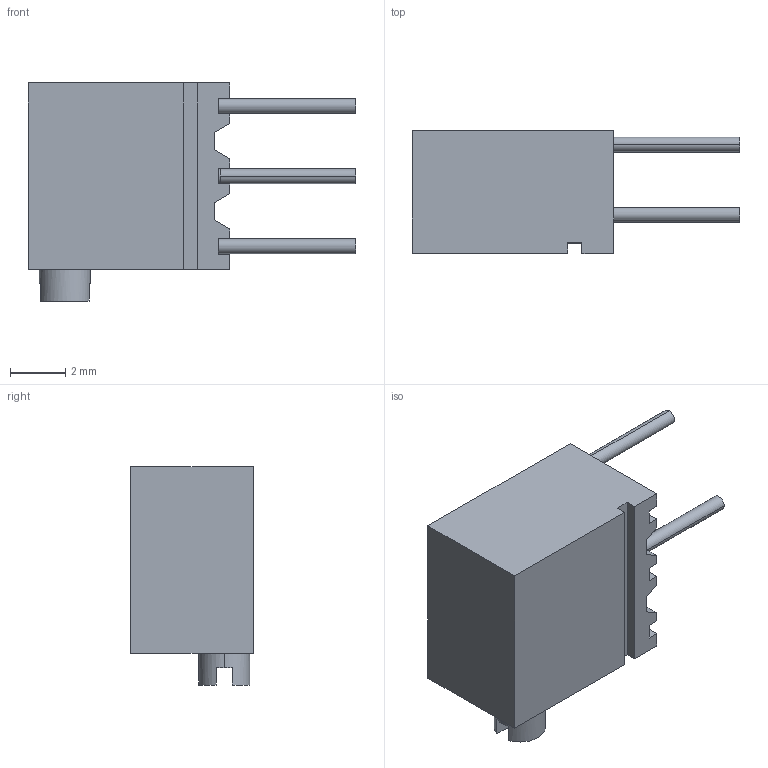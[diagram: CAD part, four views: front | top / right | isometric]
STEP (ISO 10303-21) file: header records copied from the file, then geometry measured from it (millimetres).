
FILE_DESCRIPTION((''),'2;1');
FILE_NAME('64X_ASM','2014-09-12T',('bmozley'),(''),'PRO/ENGINEER BY PARAMETRIC TECHNOLOGY CORPORATION, 2014000','PRO/ENGINEER BY PARAMETRIC TECHNOLOGY CORPORATION, 2014000','');
FILE_SCHEMA(('CONFIG_CONTROL_DESIGN'));
Length unit declared in the file: inch
Products named in the file (17): 64-212-2C; 64-221A_AF0; 64-210A; 64-211A_ASM; 64-219B; 64-200B_AF0; TERM_1557-4_AF0; RESIST_1558-6; 64-201B_AF0_ASM; 34-258-10_AF4; 34-258-10_AF3; 34-258-10_AF6; 64-202-X_AF0_ASM; 64WX_PINS; 64-203-1_ASM; 64_EPOXY; 64X_ASM
Assembly tree (16 placements, depth 5):
  64X_ASM
    64-212-2C
    64-211A_ASM
      64-221A_AF0
      64-210A
    64-219B
    64-203-1_ASM
      64-202-X_AF0_ASM
        64-201B_AF0_ASM
          64-200B_AF0
          TERM_1557-4_AF0
          RESIST_1558-6
        34-258-10_AF4
        34-258-10_AF3
        34-258-10_AF6
      64WX_PINS
    64_EPOXY
Bounding box: 11.86 x 4.45 x 7.9 mm (x, y, z)
Volume: 281.7 mm3; surface area: 731.8 mm2
Topology: 31 solids, 31 shells, 570 faces, 1280 edges, 782 vertices
Faces by surface type: plane 241, cylinder 210, torus 81, cone 28, bspline 10
Entity records: 18009 total; most frequent: CARTESIAN_POINT 4612, DIRECTION 2961, ORIENTED_EDGE 2560, EDGE_CURVE 1280, AXIS2_PLACEMENT_3D 1134, VERTEX_POINT 782, VECTOR 693, LINE 693
